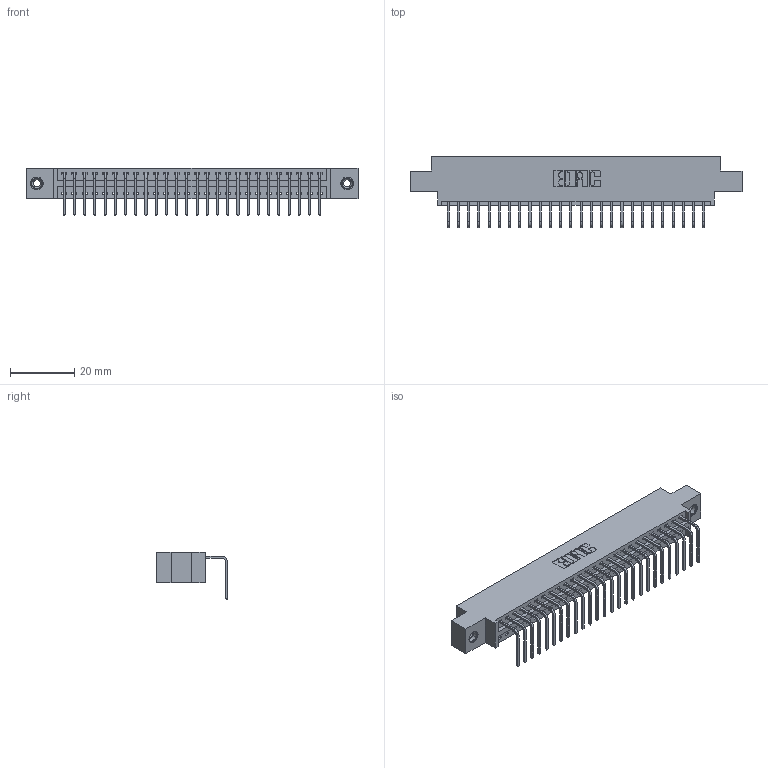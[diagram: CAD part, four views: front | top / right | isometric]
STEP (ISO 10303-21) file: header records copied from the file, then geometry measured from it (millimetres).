
FILE_DESCRIPTION (( 'STEP AP203' ), '1' );
FILE_NAME ('346-026-558-608.STEP', '2022-05-06T03:28:18', ( '' ), ( '' ), 'SwSTEP 2.0', 'SolidWorks 2020', '' );
FILE_SCHEMA (( 'CONFIG_CONTROL_DESIGN' ));
Length unit declared in the file: inch
Products named in the file (4): 345-292-001_558 Tail - 2; 345-250-001_345-250-003-102; 346 Part_0.170 Offset - 0.156 Dia-TI; 346-026-558-608
Assembly tree (29 placements, depth 2):
  346-026-558-608
    346 Part_0.170 Offset - 0.156 Dia-TI
    345-292-001_558 Tail - 2  x26
    345-250-001_345-250-003-102  x2
Bounding box: 103.12 x 22.16 x 14.73 mm (x, y, z)
Volume: 9686.5 mm3; surface area: 12633.2 mm2
Topology: 29 solids, 29 shells, 1746 faces, 5209 edges, 3430 vertices
Faces by surface type: plane 1204, cylinder 526, cone 12, torus 4
Entity records: 19692 total; most frequent: CARTESIAN_POINT 3365, ORIENTED_EDGE 3318, DIRECTION 3013, EDGE_CURVE 1659, LINE 1403, VECTOR 1403, VERTEX_POINT 1100, AXIS2_PLACEMENT_3D 805
